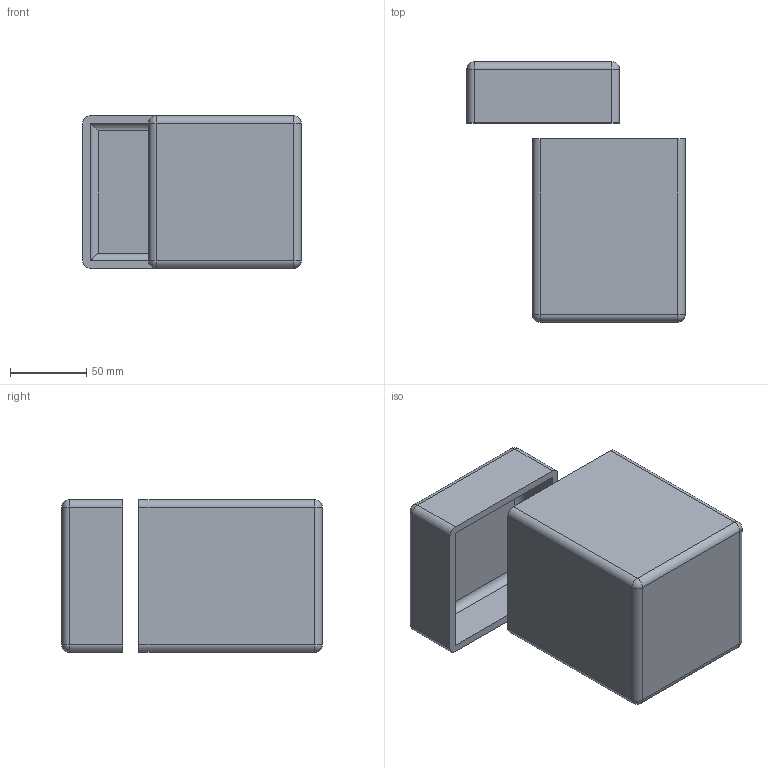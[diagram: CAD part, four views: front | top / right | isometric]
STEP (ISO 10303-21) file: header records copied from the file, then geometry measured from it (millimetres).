
FILE_DESCRIPTION (( 'STEP AP214' ), '1' );
FILE_NAME ('box 3.STEP', '2023-12-10T22:59:27', ( '' ), ( '' ), 'SwSTEP 2.0', 'SolidWorks 2021', '' );
FILE_SCHEMA (( 'AUTOMOTIVE_DESIGN' ));
Length unit declared in the file: millimetre
Products named in the file (3): box 3; Pièce1; Pièce2
Assembly tree (2 placements, depth 2):
  box 3
    Pièce1
    Pièce2
Bounding box: 143.02 x 170.51 x 100 mm (x, y, z)
Volume: 651319 mm3; surface area: 144428.1 mm2
Topology: 2 solids, 2 shells, 62 faces, 140 edges, 72 vertices
Faces by surface type: cylinder 28, plane 22, sphere 12
Entity records: 1710 total; most frequent: DIRECTION 306, CARTESIAN_POINT 279, ORIENTED_EDGE 256, EDGE_CURVE 128, AXIS2_PLACEMENT_3D 115, LINE 76, VECTOR 76, VERTEX_POINT 72
